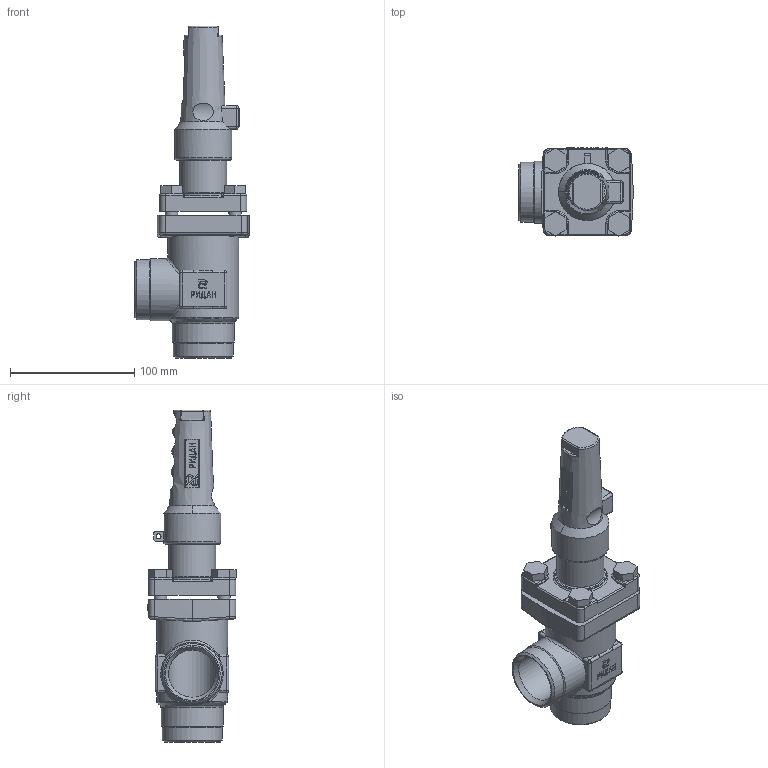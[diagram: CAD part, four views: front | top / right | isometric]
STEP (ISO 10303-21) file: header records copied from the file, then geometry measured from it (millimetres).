
FILE_DESCRIPTION(('TFLEX Exchange Step'),'2;1');
FILE_NAME('148B4040R.stp', '2024-09-11T12:24:46+03:00',('RUCO3378'),('Unknown organisation'),'TFLEX Exchange 2024.4','T-FLEX CAD','Unknown authorisation');
FILE_SCHEMA( ('AP203_CONFIGURATION_CONTROLLED_3D_DESIGN_OF_MECHANICAL_PARTS_AND_ASSEMBLIES_MIM_LF') );
Length unit declared in the file: millimetre
Products named in the file (1): Assembly
Bounding box: 92 x 70.82 x 267 mm (x, y, z)
Volume: 359256 mm3; surface area: 92881.7 mm2
Topology: 1 solids, 2 shells, 1015 faces, 2672 edges, 1710 vertices
Faces by surface type: plane 486, bspline 356, cylinder 118, torus 22, sphere 20, cone 13
Full cylindrical faces by diameter (mm): 4 x1, 10 x8, 15 x1, 36 x1, 38 x1, 38.1 x2, 42 x1, 46 x1, 48.3 x2, 50 x2, 57 x1
Entity records: 39346 total; most frequent: CARTESIAN_POINT 16619, ORIENTED_EDGE 5298, DIRECTION 3452, EDGE_CURVE 2649, VERTEX_POINT 1710, VECTOR 1574, LINE 1574, EDGE_LOOP 1099
